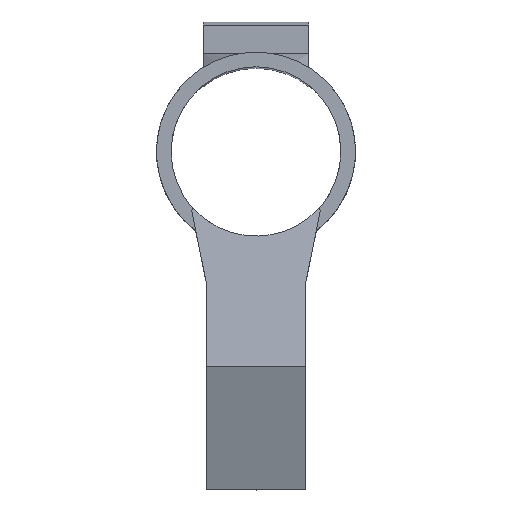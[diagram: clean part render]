
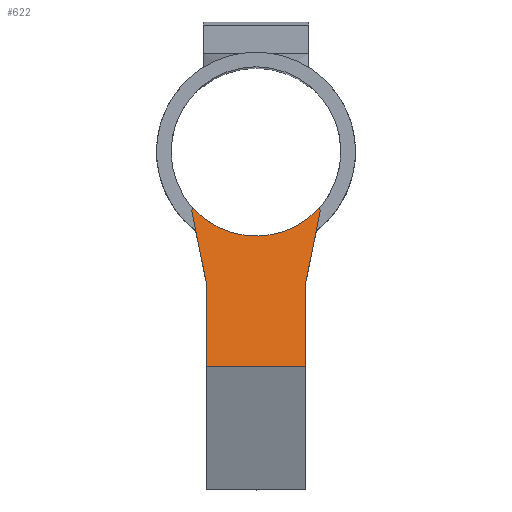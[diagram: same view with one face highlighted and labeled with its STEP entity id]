
A CAD part, top view. The second image highlights one B-rep face of the part: STEP entity #622.
In plain terms, the highlighted planar face has unit normal (0, 0.174, 0.985).
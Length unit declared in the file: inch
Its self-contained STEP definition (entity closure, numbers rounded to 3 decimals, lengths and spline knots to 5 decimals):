
#60=PLANE('',#680);
#78=FACE_OUTER_BOUND('',#112,.T.);
#112=EDGE_LOOP('',(#445,#446,#447,#448,#449,#450,#451,#452));
#161=ELLIPSE('',#667,0.32595,0.321);
#162=ELLIPSE('',#678,0.01015,0.01);
#163=ELLIPSE('',#681,0.01015,0.01);
#178=LINE('',#908,#225);
#179=LINE('',#910,#226);
#180=LINE('',#912,#227);
#181=LINE('',#914,#228);
#182=LINE('',#915,#229);
#225=VECTOR('',#762,0.3937);
#226=VECTOR('',#763,0.3937);
#227=VECTOR('',#764,0.3937);
#228=VECTOR('',#765,0.3937);
#229=VECTOR('',#766,0.3937);
#258=VERTEX_POINT('',#858);
#260=VERTEX_POINT('',#861);
#275=VERTEX_POINT('',#899);
#277=VERTEX_POINT('',#905);
#278=VERTEX_POINT('',#907);
#279=VERTEX_POINT('',#909);
#280=VERTEX_POINT('',#911);
#281=VERTEX_POINT('',#913);
#322=EDGE_CURVE('',#260,#258,#161,.T.);
#341=EDGE_CURVE('',#275,#260,#162,.T.);
#344=EDGE_CURVE('',#258,#277,#163,.T.);
#345=EDGE_CURVE('',#277,#278,#178,.T.);
#346=EDGE_CURVE('',#278,#279,#179,.T.);
#347=EDGE_CURVE('',#279,#280,#180,.T.);
#348=EDGE_CURVE('',#280,#281,#181,.T.);
#349=EDGE_CURVE('',#281,#275,#182,.T.);
#445=ORIENTED_EDGE('',*,*,#322,.T.);
#446=ORIENTED_EDGE('',*,*,#344,.T.);
#447=ORIENTED_EDGE('',*,*,#345,.T.);
#448=ORIENTED_EDGE('',*,*,#346,.T.);
#449=ORIENTED_EDGE('',*,*,#347,.T.);
#450=ORIENTED_EDGE('',*,*,#348,.T.);
#451=ORIENTED_EDGE('',*,*,#349,.T.);
#452=ORIENTED_EDGE('',*,*,#341,.T.);
#622=ADVANCED_FACE('',(#78),#60,.T.);
#667=AXIS2_PLACEMENT_3D('',#862,#719,#720);
#678=AXIS2_PLACEMENT_3D('',#900,#753,#754);
#680=AXIS2_PLACEMENT_3D('',#904,#758,#759);
#681=AXIS2_PLACEMENT_3D('',#906,#760,#761);
#719=DIRECTION('center_axis',(0.,-0.174,-0.985));
#720=DIRECTION('ref_axis',(0.,0.985,-0.174));
#753=DIRECTION('center_axis',(0.,0.174,0.985));
#754=DIRECTION('ref_axis',(0.,0.985,-0.174));
#758=DIRECTION('center_axis',(0.,0.174,0.985));
#759=DIRECTION('ref_axis',(1.,0.,0.));
#760=DIRECTION('center_axis',(0.,0.174,0.985));
#761=DIRECTION('ref_axis',(0.,0.985,-0.174));
#762=DIRECTION('',(0.195,-0.966,0.17));
#763=DIRECTION('',(0.,-0.985,0.174));
#764=DIRECTION('',(1.,0.,0.));
#765=DIRECTION('',(0.,0.985,-0.174));
#766=DIRECTION('',(0.195,0.966,-0.17));
#858=CARTESIAN_POINT('',(-0.23699,3.5402,-3.21996));
#861=CARTESIAN_POINT('',(0.23699,3.5402,-3.21996));
#862=CARTESIAN_POINT('Origin',(0.,3.75671,-3.25813));
#899=CARTESIAN_POINT('',(0.24244,3.52922,-3.21802));
#900=CARTESIAN_POINT('Origin',(0.23264,3.5312,-3.21837));
#904=CARTESIAN_POINT('Origin',(0.,3.72439,-3.25243));
#905=CARTESIAN_POINT('',(-0.24244,3.52922,-3.21802));
#906=CARTESIAN_POINT('Origin',(-0.23264,3.5312,-3.21837));
#907=CARTESIAN_POINT('',(-0.1875,3.25671,-3.16997));
#908=CARTESIAN_POINT('',(-0.27147,3.67324,-3.24341));
#909=CARTESIAN_POINT('',(-0.1875,2.9416,-3.11441));
#910=CARTESIAN_POINT('',(-0.1875,3.31464,-3.18018));
#911=CARTESIAN_POINT('',(0.1875,2.9416,-3.11441));
#912=CARTESIAN_POINT('',(0.,2.9416,-3.11441));
#913=CARTESIAN_POINT('',(0.1875,3.25671,-3.16997));
#914=CARTESIAN_POINT('',(0.1875,3.31464,-3.18018));
#915=CARTESIAN_POINT('',(0.27147,3.67324,-3.24341));
